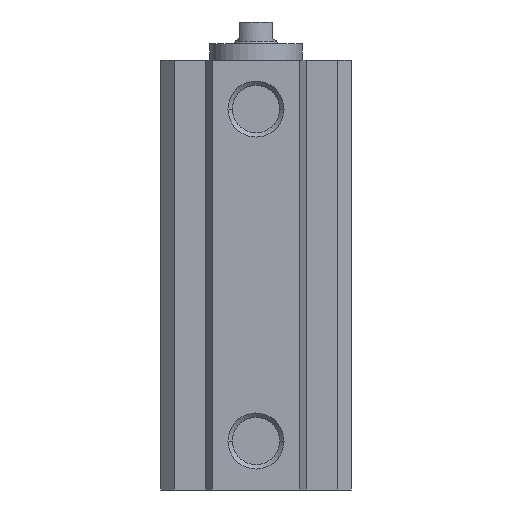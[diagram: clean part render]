
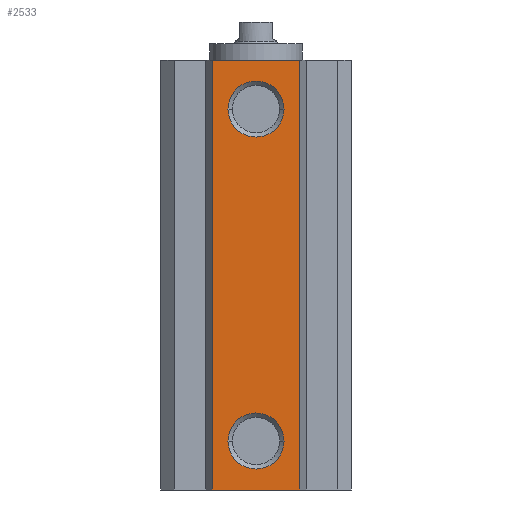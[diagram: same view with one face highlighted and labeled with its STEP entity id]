
A CAD part, front view. The second image highlights one B-rep face of the part: STEP entity #2533.
In plain terms, the highlighted planar face has unit normal (0, -1, 0).
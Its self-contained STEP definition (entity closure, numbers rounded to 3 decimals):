
#1063=CARTESIAN_POINT('',(5.15,-22.0,70.0));
#1064=VERTEX_POINT('',#1063);
#1072=CARTESIAN_POINT('',(-5.15,-22.0,70.0));
#1073=VERTEX_POINT('',#1072);
#1080=CARTESIAN_POINT('',(0.0,-22.0,70.0));
#1081=DIRECTION('',(0.0,1.0,0.0));
#1082=DIRECTION('',(1.0,0.0,0.0));
#1083=AXIS2_PLACEMENT_3D('',#1080,#1081,#1082);
#1084=CIRCLE('',#1083,5.15);
#1085=EDGE_CURVE('',#1064,#1073,#1084,.T.);
#1179=CARTESIAN_POINT('',(5.15,-22.0,9.0));
#1180=VERTEX_POINT('',#1179);
#1188=CARTESIAN_POINT('',(-5.15,-22.0,9.0));
#1189=VERTEX_POINT('',#1188);
#1196=CARTESIAN_POINT('',(0.0,-22.0,9.0));
#1197=DIRECTION('',(0.0,1.0,0.0));
#1198=DIRECTION('',(1.0,0.0,0.0));
#1199=AXIS2_PLACEMENT_3D('',#1196,#1197,#1198);
#1200=CIRCLE('',#1199,5.15);
#1201=EDGE_CURVE('',#1180,#1189,#1200,.T.);
#1233=CARTESIAN_POINT('',(0.0,-22.0,9.0));
#1234=DIRECTION('',(0.0,1.0,0.0));
#1235=DIRECTION('',(1.0,0.0,0.0));
#1236=AXIS2_PLACEMENT_3D('',#1233,#1234,#1235);
#1237=CIRCLE('',#1236,5.15);
#1238=EDGE_CURVE('',#1189,#1180,#1237,.T.);
#1327=CARTESIAN_POINT('',(0.0,-22.0,70.0));
#1328=DIRECTION('',(0.0,1.0,0.0));
#1329=DIRECTION('',(1.0,0.0,0.0));
#1330=AXIS2_PLACEMENT_3D('',#1327,#1328,#1329);
#1331=CIRCLE('',#1330,5.15);
#1332=EDGE_CURVE('',#1073,#1064,#1331,.T.);
#2469=CARTESIAN_POINT('',(8.0,-22.0,79.0));
#2470=VERTEX_POINT('',#2469);
#2477=CARTESIAN_POINT('',(8.0,-22.0,0.0));
#2478=VERTEX_POINT('',#2477);
#2479=CARTESIAN_POINT('',(8.0,-22.0,0.0));
#2480=DIRECTION('',(0.0,0.0,1.0));
#2481=VECTOR('',#2480,79.0);
#2482=LINE('',#2479,#2481);
#2483=EDGE_CURVE('',#2478,#2470,#2482,.T.);
#2495=CARTESIAN_POINT('',(8.0,-22.0,0.0));
#2496=DIRECTION('',(0.0,-1.0,0.0));
#2497=DIRECTION('',(0.0,0.0,-1.0));
#2498=AXIS2_PLACEMENT_3D('',#2495,#2496,#2497);
#2499=PLANE('',#2498);
#2500=CARTESIAN_POINT('',(-8.0,-22.0,79.0));
#2501=VERTEX_POINT('',#2500);
#2502=CARTESIAN_POINT('',(8.0,-22.0,79.0));
#2503=DIRECTION('',(-1.0,0.0,0.0));
#2504=VECTOR('',#2503,16.0);
#2505=LINE('',#2502,#2504);
#2506=EDGE_CURVE('',#2470,#2501,#2505,.T.);
#2507=ORIENTED_EDGE('',*,*,#2506,.T.);
#2508=CARTESIAN_POINT('',(-8.0,-22.0,0.0));
#2509=VERTEX_POINT('',#2508);
#2510=CARTESIAN_POINT('',(-8.0,-22.0,0.0));
#2511=DIRECTION('',(0.0,0.0,1.0));
#2512=VECTOR('',#2511,79.0);
#2513=LINE('',#2510,#2512);
#2514=EDGE_CURVE('',#2509,#2501,#2513,.T.);
#2515=ORIENTED_EDGE('',*,*,#2514,.F.);
#2516=CARTESIAN_POINT('',(8.0,-22.0,0.0));
#2517=DIRECTION('',(-1.0,0.0,0.0));
#2518=VECTOR('',#2517,16.0);
#2519=LINE('',#2516,#2518);
#2520=EDGE_CURVE('',#2478,#2509,#2519,.T.);
#2521=ORIENTED_EDGE('',*,*,#2520,.F.);
#2522=ORIENTED_EDGE('',*,*,#2483,.T.);
#2523=EDGE_LOOP('',(#2507,#2515,#2521,#2522));
#2524=FACE_OUTER_BOUND('',#2523,.T.);
#2525=ORIENTED_EDGE('',*,*,#1201,.T.);
#2526=ORIENTED_EDGE('',*,*,#1238,.T.);
#2527=EDGE_LOOP('',(#2525,#2526));
#2528=FACE_BOUND('',#2527,.T.);
#2529=ORIENTED_EDGE('',*,*,#1085,.T.);
#2530=ORIENTED_EDGE('',*,*,#1332,.T.);
#2531=EDGE_LOOP('',(#2529,#2530));
#2532=FACE_BOUND('',#2531,.T.);
#2533=ADVANCED_FACE('',(#2524,#2528,#2532),#2499,.T.);
